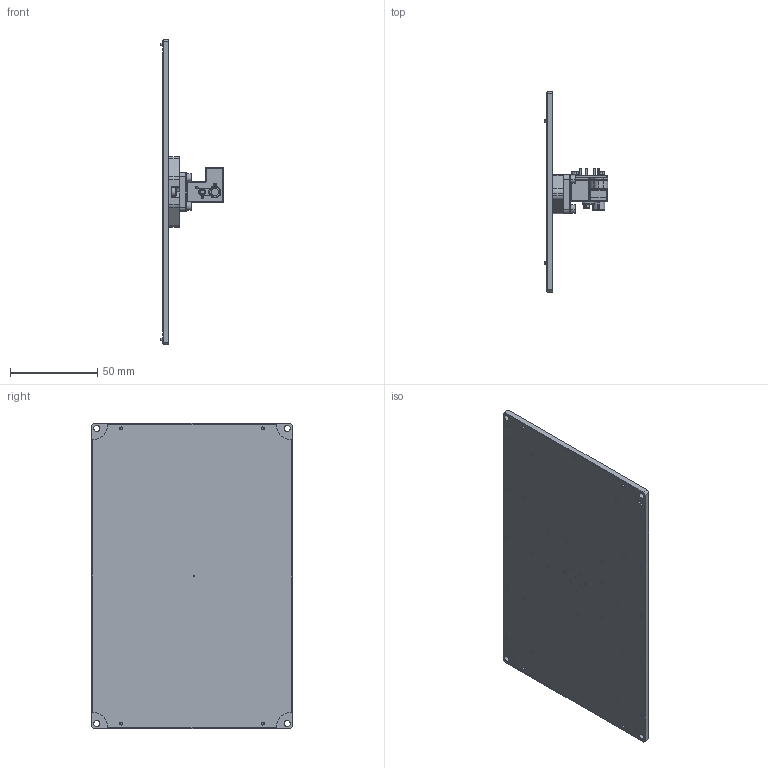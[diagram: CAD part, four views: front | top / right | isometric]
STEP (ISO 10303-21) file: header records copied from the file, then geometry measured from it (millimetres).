
FILE_DESCRIPTION (( 'STEP AP203' ), '1' );
FILE_NAME ('SSD-24303-27M-DW.STEP', '2019-03-28T18:53:20', ( '' ), ( '' ), 'SwSTEP 2.0', 'SolidWorks 2016', '' );
FILE_SCHEMA (( 'CONFIG_CONTROL_DESIGN' ));
Products named in the file (1): SSD-24303-27M-DW
Bounding box: 36.39 x 115.06 x 175.26 mm (x, y, z)
Volume: 79664.7 mm3; surface area: 92169.7 mm2
Topology: 29 solids, 29 shells, 1304 faces, 3343 edges, 2124 vertices
Faces by surface type: cylinder 745, plane 279, cone 179, bspline 70, torus 27, sphere 4
Entity records: 53057 total; most frequent: CARTESIAN_POINT 23648, ORIENTED_EDGE 6614, DIRECTION 5615, EDGE_CURVE 3307, AXIS2_PLACEMENT_3D 2138, VERTEX_POINT 2124, EDGE_LOOP 1531, LINE 1339
